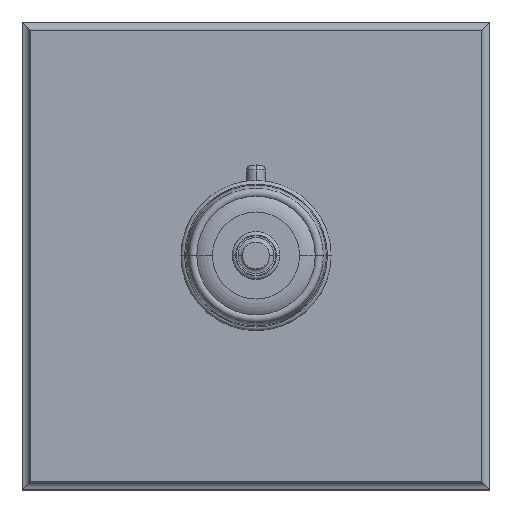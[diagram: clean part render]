
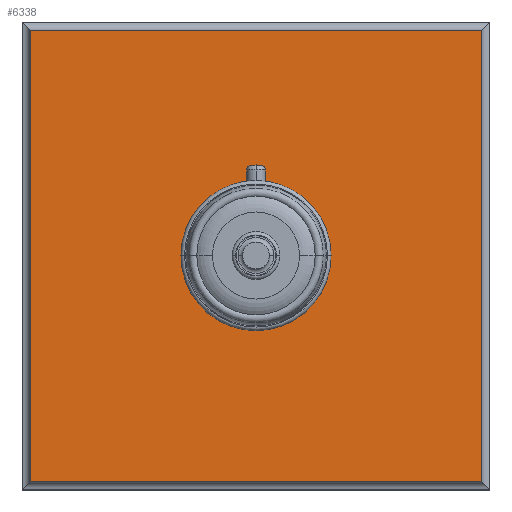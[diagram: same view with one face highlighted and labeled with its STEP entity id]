
A CAD part, top view. The second image highlights one B-rep face of the part: STEP entity #6338.
In plain terms, the highlighted planar face has unit normal (0, 0, 1).
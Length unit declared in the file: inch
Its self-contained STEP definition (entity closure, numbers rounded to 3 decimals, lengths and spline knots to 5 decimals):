
#2=DIRECTION('',(0.,-1.,0.));
#3=VECTOR('',#2,6.27);
#4=CARTESIAN_POINT('',(-3.135,3.135,0.313));
#5=LINE('',#4,#3);
#6=CARTESIAN_POINT('',(0.,0.,0.313));
#7=DIRECTION('',(0.,0.,-1.));
#8=DIRECTION('',(-1.,0.,0.));
#9=AXIS2_PLACEMENT_3D('',#6,#7,#8);
#11=CARTESIAN_POINT('',(0.,0.,0.313));
#12=DIRECTION('',(0.,0.,-1.));
#13=DIRECTION('',(1.,0.,0.));
#14=AXIS2_PLACEMENT_3D('',#11,#12,#13);
#16=DIRECTION('',(-1.,0.,0.));
#17=VECTOR('',#16,6.27);
#18=CARTESIAN_POINT('',(3.135,3.135,0.313));
#19=LINE('',#18,#17);
#98=DIRECTION('',(1.,0.,0.));
#99=VECTOR('',#98,6.27);
#100=CARTESIAN_POINT('',(-3.135,-3.135,0.313));
#101=LINE('',#100,#99);
#123=DIRECTION('',(0.,1.,0.));
#124=VECTOR('',#123,6.27);
#125=CARTESIAN_POINT('',(3.135,-3.135,0.313));
#126=LINE('',#125,#124);
#5280=CARTESIAN_POINT('',(-3.135,3.135,0.313));
#5281=CARTESIAN_POINT('',(-3.135,-3.135,0.313));
#5282=VERTEX_POINT('',#5280);
#5283=VERTEX_POINT('',#5281);
#5288=CARTESIAN_POINT('',(3.135,-3.135,0.313));
#5289=VERTEX_POINT('',#5288);
#5292=CARTESIAN_POINT('',(3.135,3.135,0.313));
#5293=VERTEX_POINT('',#5292);
#5300=CARTESIAN_POINT('',(-0.985,0.,0.313));
#5301=CARTESIAN_POINT('',(0.985,0.,0.313));
#5302=VERTEX_POINT('',#5300);
#5303=VERTEX_POINT('',#5301);
#6318=CARTESIAN_POINT('',(0.,0.,0.313));
#6319=DIRECTION('',(0.,0.,1.));
#6320=DIRECTION('',(1.,0.,0.));
#6321=AXIS2_PLACEMENT_3D('',#6318,#6319,#6320);
#6322=PLANE('',#6321);
#6323=ORIENTED_EDGE('',*,*,#6307,.F.);
#6325=ORIENTED_EDGE('',*,*,#6324,.F.);
#6327=ORIENTED_EDGE('',*,*,#6326,.F.);
#6329=ORIENTED_EDGE('',*,*,#6328,.F.);
#6330=EDGE_LOOP('',(#6323,#6325,#6327,#6329));
#6331=FACE_OUTER_BOUND('',#6330,.F.);
#6333=ORIENTED_EDGE('',*,*,#6332,.F.);
#6335=ORIENTED_EDGE('',*,*,#6334,.F.);
#6336=EDGE_LOOP('',(#6333,#6335));
#6337=FACE_BOUND('',#6336,.F.);
#6338=ADVANCED_FACE('',(#6331,#6337),#6322,.T.);
#10=CIRCLE('',#9,0.985);
#15=CIRCLE('',#14,0.985);
#6307=EDGE_CURVE('',#5282,#5283,#5,.T.);
#6324=EDGE_CURVE('',#5293,#5282,#19,.T.);
#6326=EDGE_CURVE('',#5289,#5293,#126,.T.);
#6328=EDGE_CURVE('',#5283,#5289,#101,.T.);
#6332=EDGE_CURVE('',#5302,#5303,#10,.T.);
#6334=EDGE_CURVE('',#5303,#5302,#15,.T.);
